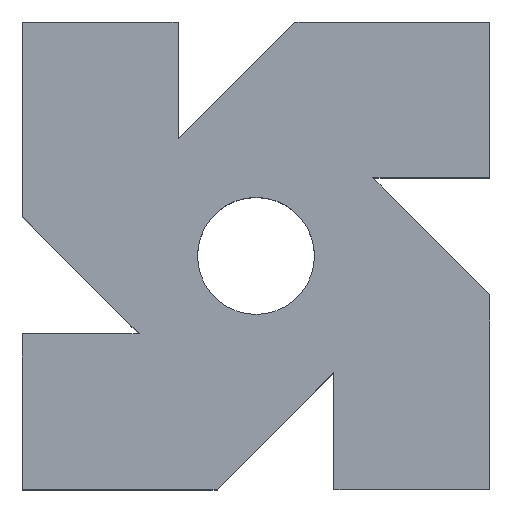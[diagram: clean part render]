
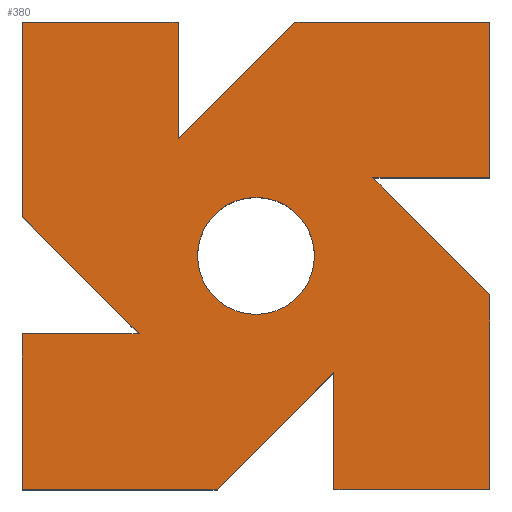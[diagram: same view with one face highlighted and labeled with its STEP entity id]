
A CAD part, top view. The second image highlights one B-rep face of the part: STEP entity #380.
In plain terms, the highlighted planar face has unit normal (0, 0, 1).
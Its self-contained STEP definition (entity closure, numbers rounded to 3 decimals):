
#15=FACE_BOUND('',#72,.T.);
#33=PLANE('',#415);
#52=FACE_OUTER_BOUND('',#71,.T.);
#71=EDGE_LOOP('',(#328,#329,#330,#331,#332,#333,#334,#335,#336,#337,#338,
#339,#340,#341,#342,#343));
#72=EDGE_LOOP('',(#344));
#78=LINE('',#524,#127);
#81=LINE('',#530,#130);
#84=LINE('',#536,#133);
#87=LINE('',#542,#136);
#90=LINE('',#548,#139);
#93=LINE('',#554,#142);
#96=LINE('',#560,#145);
#99=LINE('',#566,#148);
#102=LINE('',#572,#151);
#105=LINE('',#578,#154);
#108=LINE('',#584,#157);
#111=LINE('',#590,#160);
#114=LINE('',#596,#163);
#117=LINE('',#602,#166);
#120=LINE('',#608,#169);
#123=LINE('',#612,#172);
#127=VECTOR('',#430,20.);
#130=VECTOR('',#435,20.);
#133=VECTOR('',#440,20.);
#136=VECTOR('',#445,20.);
#139=VECTOR('',#450,20.);
#142=VECTOR('',#455,20.);
#145=VECTOR('',#460,20.);
#148=VECTOR('',#465,20.);
#151=VECTOR('',#470,20.);
#154=VECTOR('',#475,20.);
#157=VECTOR('',#480,20.);
#160=VECTOR('',#485,20.);
#163=VECTOR('',#490,20.);
#166=VECTOR('',#495,20.);
#169=VECTOR('',#500,20.);
#172=VECTOR('',#505,20.);
#173=CIRCLE('',#397,3.);
#175=VERTEX_POINT('',#512);
#179=VERTEX_POINT('',#521);
#180=VERTEX_POINT('',#523);
#182=VERTEX_POINT('',#529);
#184=VERTEX_POINT('',#535);
#186=VERTEX_POINT('',#541);
#188=VERTEX_POINT('',#547);
#190=VERTEX_POINT('',#553);
#192=VERTEX_POINT('',#559);
#194=VERTEX_POINT('',#565);
#196=VERTEX_POINT('',#571);
#198=VERTEX_POINT('',#577);
#200=VERTEX_POINT('',#583);
#202=VERTEX_POINT('',#589);
#204=VERTEX_POINT('',#595);
#206=VERTEX_POINT('',#601);
#208=VERTEX_POINT('',#607);
#209=EDGE_CURVE('',#175,#175,#173,.T.);
#214=EDGE_CURVE('',#180,#179,#78,.T.);
#217=EDGE_CURVE('',#182,#180,#81,.T.);
#220=EDGE_CURVE('',#184,#182,#84,.T.);
#223=EDGE_CURVE('',#186,#184,#87,.T.);
#226=EDGE_CURVE('',#188,#186,#90,.T.);
#229=EDGE_CURVE('',#190,#188,#93,.T.);
#232=EDGE_CURVE('',#192,#190,#96,.T.);
#235=EDGE_CURVE('',#194,#192,#99,.T.);
#238=EDGE_CURVE('',#196,#194,#102,.T.);
#241=EDGE_CURVE('',#198,#196,#105,.T.);
#244=EDGE_CURVE('',#200,#198,#108,.T.);
#247=EDGE_CURVE('',#202,#200,#111,.T.);
#250=EDGE_CURVE('',#204,#202,#114,.T.);
#253=EDGE_CURVE('',#206,#204,#117,.T.);
#256=EDGE_CURVE('',#208,#206,#120,.T.);
#259=EDGE_CURVE('',#179,#208,#123,.T.);
#328=ORIENTED_EDGE('',*,*,#259,.T.);
#329=ORIENTED_EDGE('',*,*,#256,.T.);
#330=ORIENTED_EDGE('',*,*,#253,.T.);
#331=ORIENTED_EDGE('',*,*,#250,.T.);
#332=ORIENTED_EDGE('',*,*,#247,.T.);
#333=ORIENTED_EDGE('',*,*,#244,.T.);
#334=ORIENTED_EDGE('',*,*,#241,.T.);
#335=ORIENTED_EDGE('',*,*,#238,.T.);
#336=ORIENTED_EDGE('',*,*,#235,.T.);
#337=ORIENTED_EDGE('',*,*,#232,.T.);
#338=ORIENTED_EDGE('',*,*,#229,.T.);
#339=ORIENTED_EDGE('',*,*,#226,.T.);
#340=ORIENTED_EDGE('',*,*,#223,.T.);
#341=ORIENTED_EDGE('',*,*,#220,.T.);
#342=ORIENTED_EDGE('',*,*,#217,.T.);
#343=ORIENTED_EDGE('',*,*,#214,.T.);
#344=ORIENTED_EDGE('',*,*,#209,.T.);
#380=ADVANCED_FACE('',(#52,#15),#33,.T.);
#397=AXIS2_PLACEMENT_3D('',#513,#421,#422);
#415=AXIS2_PLACEMENT_3D('',#613,#506,#507);
#421=DIRECTION('center_axis',(0.,0.,-1.));
#422=DIRECTION('ref_axis',(1.,0.,0.));
#430=DIRECTION('',(-0.707,-0.707,0.));
#435=DIRECTION('',(-1.,0.,0.));
#440=DIRECTION('',(0.,1.,0.));
#445=DIRECTION('',(1.,0.,0.));
#450=DIRECTION('',(-0.707,0.707,0.));
#455=DIRECTION('',(0.,1.,0.));
#460=DIRECTION('',(1.,0.,0.));
#465=DIRECTION('',(0.,-1.,0.));
#470=DIRECTION('',(0.707,0.707,0.));
#475=DIRECTION('',(1.,0.,0.));
#480=DIRECTION('',(0.,-1.,0.));
#485=DIRECTION('',(-1.,0.,0.));
#490=DIRECTION('',(0.707,-0.707,0.));
#495=DIRECTION('',(0.,-1.,0.));
#500=DIRECTION('',(-1.,0.,0.));
#505=DIRECTION('',(0.,1.,0.));
#506=DIRECTION('center_axis',(0.,0.,1.));
#507=DIRECTION('ref_axis',(1.,0.,0.));
#512=CARTESIAN_POINT('',(-17.2,16.,6.5));
#513=CARTESIAN_POINT('Origin',(-14.2,16.,6.5));
#521=CARTESIAN_POINT('',(-18.2,22.,6.5));
#523=CARTESIAN_POINT('',(-12.2,28.,6.5));
#524=CARTESIAN_POINT('',(-12.2,28.,6.5));
#529=CARTESIAN_POINT('',(-2.2,28.,6.5));
#530=CARTESIAN_POINT('',(-2.2,28.,6.5));
#535=CARTESIAN_POINT('',(-2.2,20.,6.5));
#536=CARTESIAN_POINT('',(-2.2,20.,6.5));
#541=CARTESIAN_POINT('',(-8.2,20.,6.5));
#542=CARTESIAN_POINT('',(-8.2,20.,6.5));
#547=CARTESIAN_POINT('',(-2.2,14.,6.5));
#548=CARTESIAN_POINT('',(-2.2,14.,6.5));
#553=CARTESIAN_POINT('',(-2.2,4.,6.5));
#554=CARTESIAN_POINT('',(-2.2,4.,6.5));
#559=CARTESIAN_POINT('',(-10.2,4.,6.5));
#560=CARTESIAN_POINT('',(-10.2,4.,6.5));
#565=CARTESIAN_POINT('',(-10.2,10.,6.5));
#566=CARTESIAN_POINT('',(-10.2,10.,6.5));
#571=CARTESIAN_POINT('',(-16.2,4.,6.5));
#572=CARTESIAN_POINT('',(-16.2,4.,6.5));
#577=CARTESIAN_POINT('',(-26.2,4.,6.5));
#578=CARTESIAN_POINT('',(-26.2,4.,6.5));
#583=CARTESIAN_POINT('',(-26.2,12.,6.5));
#584=CARTESIAN_POINT('',(-26.2,12.,6.5));
#589=CARTESIAN_POINT('',(-20.2,12.,6.5));
#590=CARTESIAN_POINT('',(-20.2,12.,6.5));
#595=CARTESIAN_POINT('',(-26.2,18.,6.5));
#596=CARTESIAN_POINT('',(-26.2,18.,6.5));
#601=CARTESIAN_POINT('',(-26.2,28.,6.5));
#602=CARTESIAN_POINT('',(-26.2,28.,6.5));
#607=CARTESIAN_POINT('',(-18.2,28.,6.5));
#608=CARTESIAN_POINT('',(-18.2,28.,6.5));
#612=CARTESIAN_POINT('',(-18.2,22.,6.5));
#613=CARTESIAN_POINT('Origin',(-14.2,16.,6.5));
